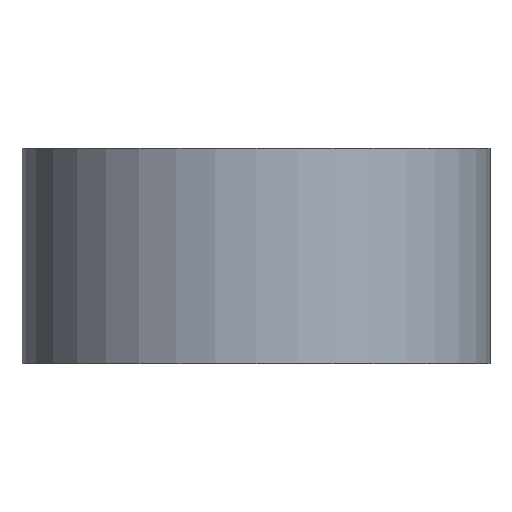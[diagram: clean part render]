
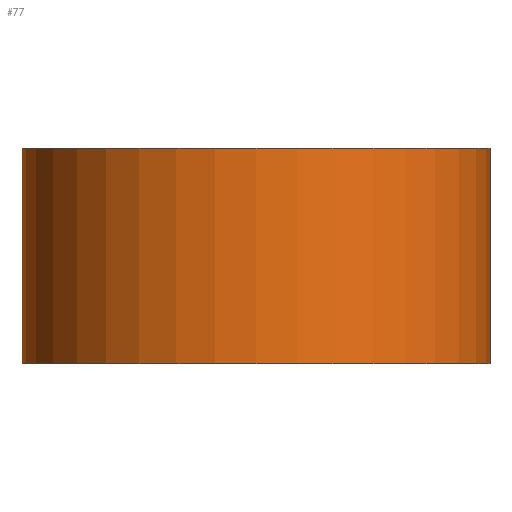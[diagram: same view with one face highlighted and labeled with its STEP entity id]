
A CAD part, front view. The second image highlights one B-rep face of the part: STEP entity #77.
In plain terms, the highlighted cylindrical face has radius 8.7 mm (diameter 17.4 mm), a partial arc.
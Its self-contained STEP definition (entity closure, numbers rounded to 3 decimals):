
#1 = CARTESIAN_POINT ( 'NONE',  ( 0., 0., 0. ) ) ;
#12 = CARTESIAN_POINT ( 'NONE',  ( -8.7, 0., -8. ) ) ;
#14 = AXIS2_PLACEMENT_3D ( 'NONE', #81, #42, #107 ) ;
#17 = CIRCLE ( 'NONE', #92, 8.7 ) ;
#25 = ORIENTED_EDGE ( 'NONE', *, *, #60, .F. ) ;
#34 = EDGE_CURVE ( 'NONE', #187, #159, #103, .T. ) ;
#42 = DIRECTION ( 'NONE',  ( 0., 0., 1. ) ) ;
#47 = CARTESIAN_POINT ( 'NONE',  ( 0., 0., -8. ) ) ;
#48 = CYLINDRICAL_SURFACE ( 'NONE', #72, 8.7 ) ;
#52 = DIRECTION ( 'NONE',  ( 1., 0., 0. ) ) ;
#60 = EDGE_CURVE ( 'NONE', #187, #128, #189, .T. ) ;
#61 = CARTESIAN_POINT ( 'NONE',  ( -8.7, 0., 0. ) ) ;
#72 = AXIS2_PLACEMENT_3D ( 'NONE', #47, #83, #94 ) ;
#73 = ORIENTED_EDGE ( 'NONE', *, *, #201, .T. ) ;
#77 = ADVANCED_FACE ( 'NONE', ( #196 ), #48, .T. ) ;
#81 = CARTESIAN_POINT ( 'NONE',  ( 0., 0., -8. ) ) ;
#83 = DIRECTION ( 'NONE',  ( 0., 0., 1. ) ) ;
#86 = LINE ( 'NONE', #193, #102 ) ;
#92 = AXIS2_PLACEMENT_3D ( 'NONE', #1, #151, #52 ) ;
#94 = DIRECTION ( 'NONE',  ( 1., 0., 0. ) ) ;
#102 = VECTOR ( 'NONE', #207, 1000. ) ;
#103 = CIRCLE ( 'NONE', #14, 8.7 ) ;
#107 = DIRECTION ( 'NONE',  ( 1., 0., 0. ) ) ;
#110 = CARTESIAN_POINT ( 'NONE',  ( 8.7, 0., -8. ) ) ;
#114 = ORIENTED_EDGE ( 'NONE', *, *, #34, .T. ) ;
#128 = VERTEX_POINT ( 'NONE', #61 ) ;
#147 = VERTEX_POINT ( 'NONE', #160 ) ;
#151 = DIRECTION ( 'NONE',  ( 0., 0., 1. ) ) ;
#159 = VERTEX_POINT ( 'NONE', #110 ) ;
#160 = CARTESIAN_POINT ( 'NONE',  ( 8.7, 0., 0. ) ) ;
#171 = ORIENTED_EDGE ( 'NONE', *, *, #212, .F. ) ;
#183 = VECTOR ( 'NONE', #185, 1000. ) ;
#185 = DIRECTION ( 'NONE',  ( 0., 0., 1. ) ) ;
#187 = VERTEX_POINT ( 'NONE', #213 ) ;
#189 = LINE ( 'NONE', #12, #183 ) ;
#193 = CARTESIAN_POINT ( 'NONE',  ( 8.7, 0., -8. ) ) ;
#196 = FACE_OUTER_BOUND ( 'NONE', #197, .T. ) ;
#197 = EDGE_LOOP ( 'NONE', ( #25, #114, #73, #171 ) ) ;
#201 = EDGE_CURVE ( 'NONE', #159, #147, #86, .T. ) ;
#207 = DIRECTION ( 'NONE',  ( 0., 0., 1. ) ) ;
#212 = EDGE_CURVE ( 'NONE', #128, #147, #17, .T. ) ;
#213 = CARTESIAN_POINT ( 'NONE',  ( -8.7, 0., -8. ) ) ;
